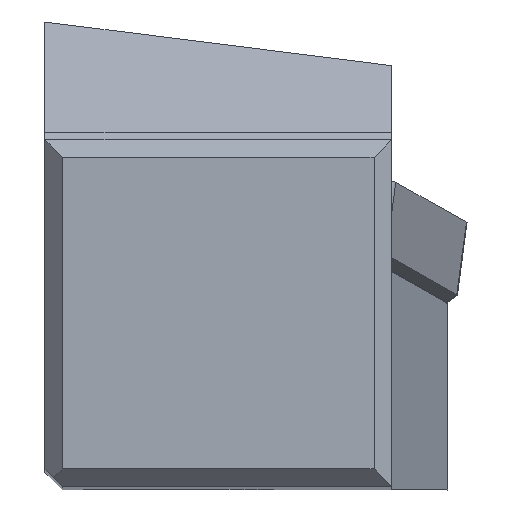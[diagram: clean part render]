
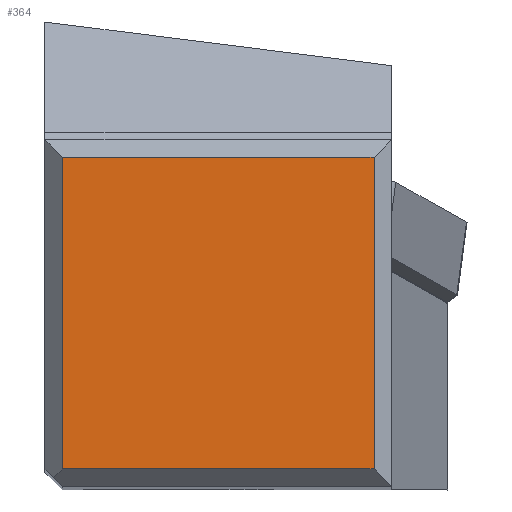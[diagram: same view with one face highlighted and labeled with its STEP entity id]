
A CAD part, top view. The second image highlights one B-rep face of the part: STEP entity #364.
In plain terms, the highlighted planar face has unit normal (0, 0, 1).
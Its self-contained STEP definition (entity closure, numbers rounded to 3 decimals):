
#207=FACE_OUTER_BOUND('',#770,.T.);
#364=ADVANCED_FACE('',(#207),#528,.T.);
#528=PLANE('',#3031);
#770=EDGE_LOOP('',(#1009,#1010,#1011,#1012));
#1009=ORIENTED_EDGE('',*,*,#2079,.F.);
#1010=ORIENTED_EDGE('',*,*,#2080,.T.);
#1011=ORIENTED_EDGE('',*,*,#2081,.T.);
#1012=ORIENTED_EDGE('',*,*,#2032,.F.);
#1769=VERTEX_POINT('',#4228);
#1770=VERTEX_POINT('',#4230);
#1807=VERTEX_POINT('',#4325);
#1808=VERTEX_POINT('',#4329);
#2032=EDGE_CURVE('',#1769,#1770,#2443,.T.);
#2079=EDGE_CURVE('',#1807,#1769,#2483,.T.);
#2080=EDGE_CURVE('',#1807,#1808,#2484,.T.);
#2081=EDGE_CURVE('',#1808,#1770,#2485,.T.);
#2443=LINE('',#4229,#2667);
#2483=LINE('',#4326,#2707);
#2484=LINE('',#4328,#2708);
#2485=LINE('',#4330,#2709);
#2667=VECTOR('',#3369,1.);
#2707=VECTOR('',#3439,1.);
#2708=VECTOR('',#3442,1.);
#2709=VECTOR('',#3443,1.);
#3031=AXIS2_PLACEMENT_3D('',#4331,#3444,#3445);
#3369=DIRECTION('',(-1.,0.,0.));
#3439=DIRECTION('',(0.,-1.,0.));
#3442=DIRECTION('',(-1.,0.,0.));
#3443=DIRECTION('',(0.,-1.,0.));
#3444=DIRECTION('',(0.,0.,1.));
#3445=DIRECTION('',(1.,0.,0.));
#4228=CARTESIAN_POINT('',(19.,1.,0.));
#4229=CARTESIAN_POINT('',(19.,1.,0.));
#4230=CARTESIAN_POINT('',(1.,1.,0.));
#4325=CARTESIAN_POINT('',(19.,19.,0.));
#4326=CARTESIAN_POINT('',(19.,19.,0.));
#4328=CARTESIAN_POINT('',(19.,19.,0.));
#4329=CARTESIAN_POINT('',(1.,19.,0.));
#4330=CARTESIAN_POINT('',(1.,19.,0.));
#4331=CARTESIAN_POINT('',(10.,10.,0.));
